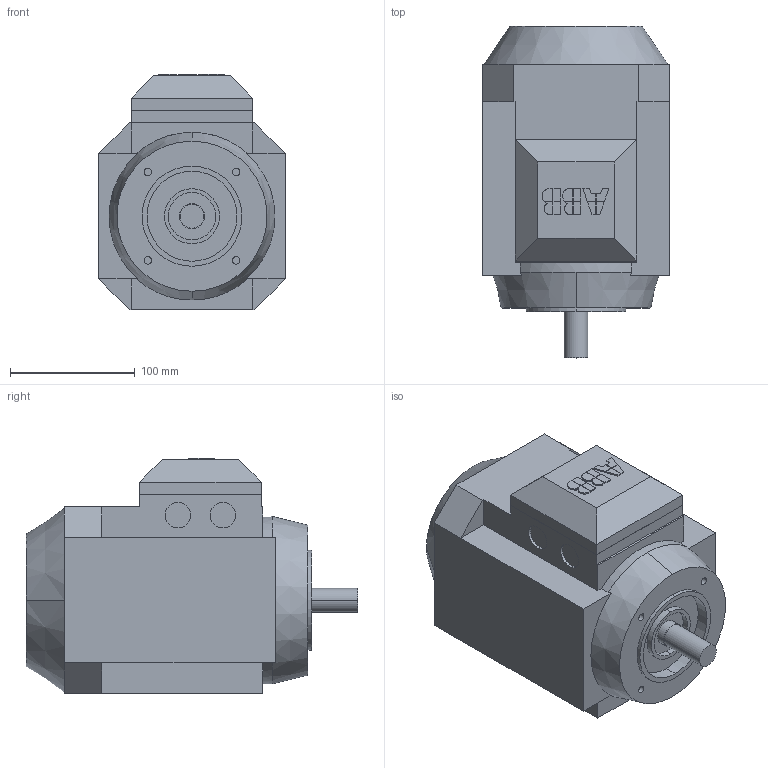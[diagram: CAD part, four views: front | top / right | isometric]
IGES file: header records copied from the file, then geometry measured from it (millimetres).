
Global section: file name: No Iges File Name specified; native system: Autodesk Inventor 2010; preprocessor: AutoDesk Inventor Iges Exporter R2010; author: esu00058; date: 20101008.120407; units: millimetre
Bounding box: 149.5 x 265.5 x 188.25 mm (x, y, z)
Volume: 4354203.6 mm3; surface area: 174187.5 mm2
Topology: 1 solids, 1 shells, 158 faces, 376 edges, 248 vertices
Faces by surface type: plane 107, bspline 21, revolution 16, cylinder 10, cone 4
